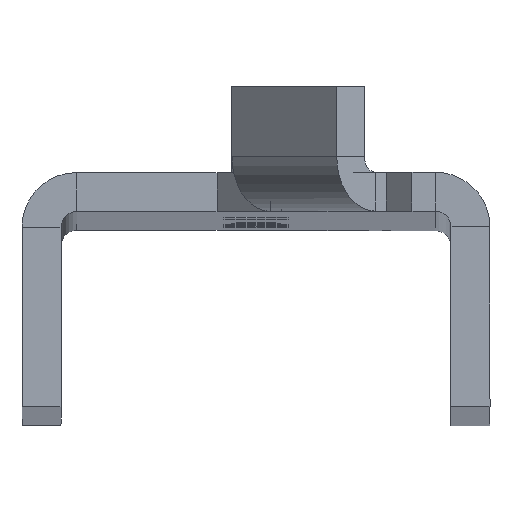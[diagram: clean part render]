
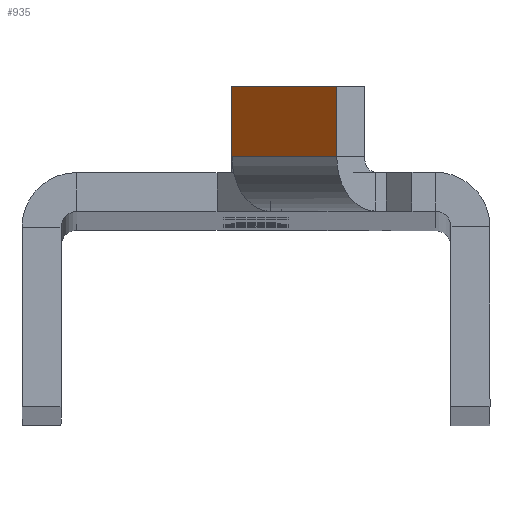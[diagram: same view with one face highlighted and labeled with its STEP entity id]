
A CAD part, top view. The second image highlights one B-rep face of the part: STEP entity #935.
In plain terms, the highlighted planar face has unit normal (-0.707, 0, 0.707).
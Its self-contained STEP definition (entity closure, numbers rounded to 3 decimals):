
#54 = CARTESIAN_POINT ( 'NONE',  ( -1.541, 0., 350.823 ) ) ;
#70 = LINE ( 'NONE', #54, #1338 ) ;
#139 = CARTESIAN_POINT ( 'NONE',  ( 5.177, 3.5, 357.541 ) ) ;
#176 = DIRECTION ( 'NONE',  ( -0.707, 0., -0.707 ) ) ;
#209 = EDGE_LOOP ( 'NONE', ( #1258, #897, #288, #1314 ) ) ;
#288 = ORIENTED_EDGE ( 'NONE', *, *, #2223, .T. ) ;
#379 = VERTEX_POINT ( 'NONE', #929 ) ;
#383 = VECTOR ( 'NONE', #2120, 1000. ) ;
#392 = LINE ( 'NONE', #735, #795 ) ;
#482 = CARTESIAN_POINT ( 'NONE',  ( 5.177, 8., 357.541 ) ) ;
#524 = DIRECTION ( 'NONE',  ( 0., -1., 0. ) ) ;
#537 = FACE_OUTER_BOUND ( 'NONE', #209, .T. ) ;
#576 = LINE ( 'NONE', #482, #383 ) ;
#588 = DIRECTION ( 'NONE',  ( 0., -1., 0. ) ) ;
#647 = PLANE ( 'NONE',  #1469 ) ;
#733 = LINE ( 'NONE', #1063, #1453 ) ;
#735 = CARTESIAN_POINT ( 'NONE',  ( 5.177, 0., 357.541 ) ) ;
#739 = EDGE_CURVE ( 'NONE', #1084, #2310, #70, .T. ) ;
#795 = VECTOR ( 'NONE', #524, 1000. ) ;
#897 = ORIENTED_EDGE ( 'NONE', *, *, #1207, .F. ) ;
#929 = CARTESIAN_POINT ( 'NONE',  ( 5.177, 8., 357.541 ) ) ;
#935 = ADVANCED_FACE ( 'NONE', ( #537 ), #647, .T. ) ;
#985 = DIRECTION ( 'NONE',  ( -0.707, 0., 0.707 ) ) ;
#1063 = CARTESIAN_POINT ( 'NONE',  ( -1.541, 3.5, 350.823 ) ) ;
#1084 = VERTEX_POINT ( 'NONE', #2317 ) ;
#1207 = EDGE_CURVE ( 'NONE', #379, #1406, #392, .T. ) ;
#1258 = ORIENTED_EDGE ( 'NONE', *, *, #1543, .F. ) ;
#1314 = ORIENTED_EDGE ( 'NONE', *, *, #739, .T. ) ;
#1338 = VECTOR ( 'NONE', #588, 1000. ) ;
#1406 = VERTEX_POINT ( 'NONE', #139 ) ;
#1420 = CARTESIAN_POINT ( 'NONE',  ( -1.541, 3.5, 350.823 ) ) ;
#1453 = VECTOR ( 'NONE', #176, 1000. ) ;
#1469 = AXIS2_PLACEMENT_3D ( 'NONE', #2286, #985, #1738 ) ;
#1543 = EDGE_CURVE ( 'NONE', #1406, #2310, #733, .T. ) ;
#1738 = DIRECTION ( 'NONE',  ( 0.707, 0., 0.707 ) ) ;
#2120 = DIRECTION ( 'NONE',  ( -0.707, 0., -0.707 ) ) ;
#2223 = EDGE_CURVE ( 'NONE', #379, #1084, #576, .T. ) ;
#2286 = CARTESIAN_POINT ( 'NONE',  ( -176.182, 0., 176.182 ) ) ;
#2310 = VERTEX_POINT ( 'NONE', #1420 ) ;
#2317 = CARTESIAN_POINT ( 'NONE',  ( -1.541, 8., 350.823 ) ) ;
